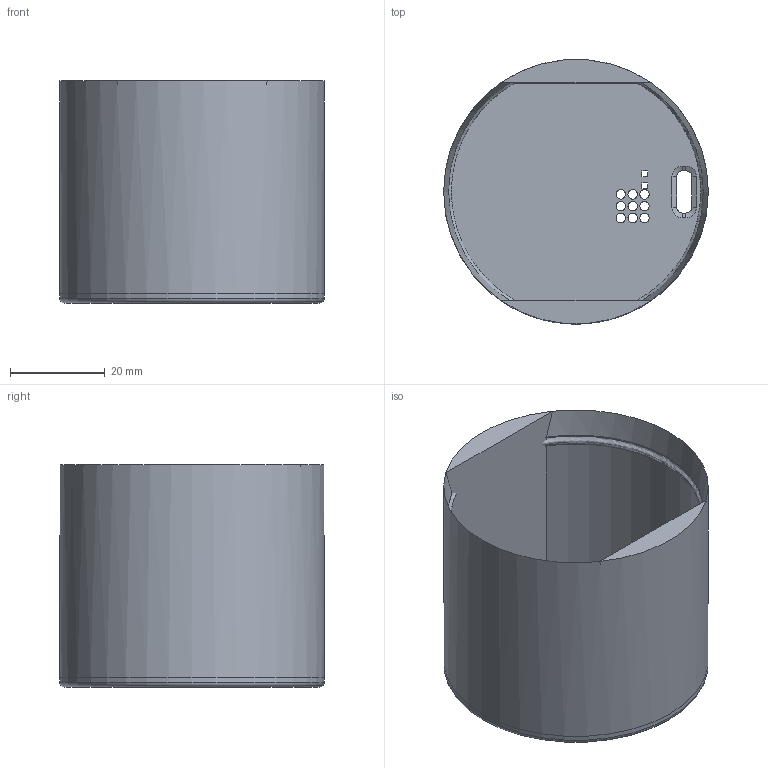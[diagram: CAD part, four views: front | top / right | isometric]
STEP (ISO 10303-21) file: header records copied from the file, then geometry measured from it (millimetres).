
FILE_DESCRIPTION(/* description */ (''),/* implementation_level */ '2;1');
FILE_NAME(/* name */ 'Case.step',/* time_stamp */ '2025-05-02T01:27:33+01:00',/* author */ (''),/* organization */ (''),/* preprocessor_version */ 'ST-DEVELOPER v20.1',/* originating_system */ 'Autodesk Translation Framework v14.4.0.0',/* authorisation */ '');
FILE_SCHEMA (('AUTOMOTIVE_DESIGN { 1 0 10303 214 3 1 1 }'));
Length unit declared in the file: millimetre
Products named in the file (1): Case
Bounding box: 56 x 56 x 47 mm (x, y, z)
Volume: 19266.4 mm3; surface area: 22087.1 mm2
Topology: 3 solids, 3 shells, 56 faces, 138 edges, 85 vertices
Faces by surface type: plane 27, cylinder 17, cone 10, torus 1, bspline 1
Full cylindrical faces by diameter (mm): 2 x9, 56 x2
Entity records: 2118 total; most frequent: CARTESIAN_POINT 686, DIRECTION 295, ORIENTED_EDGE 276, EDGE_CURVE 138, AXIS2_PLACEMENT_3D 106, VERTEX_POINT 85, LINE 83, VECTOR 83
